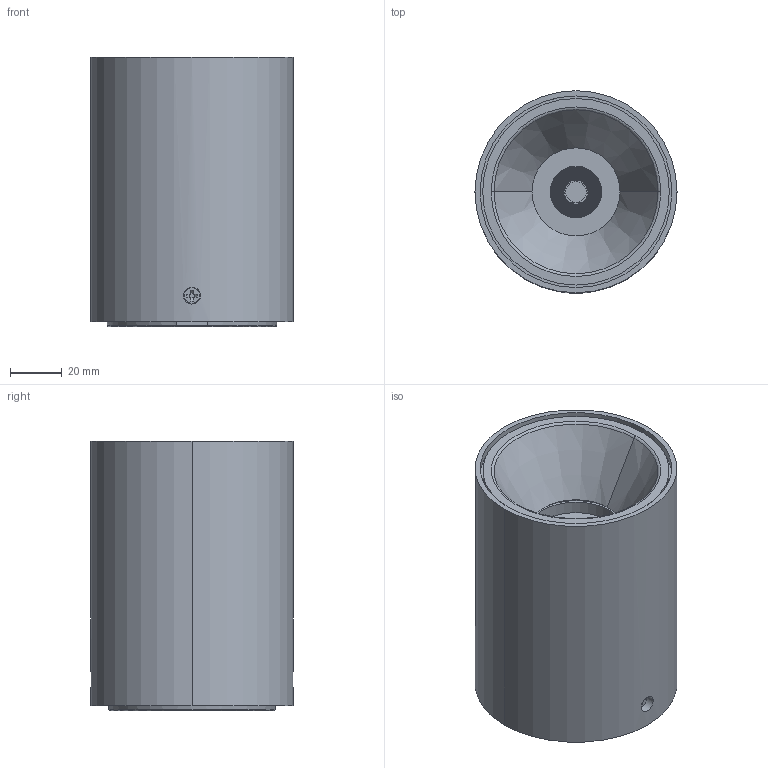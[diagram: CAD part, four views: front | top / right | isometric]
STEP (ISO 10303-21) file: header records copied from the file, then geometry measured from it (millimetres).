
FILE_DESCRIPTION((''),'2;1');
FILE_NAME('78-MZ_ASM','2020-05-27T15:10:10',('Administrator'),(''),'CREO PARAMETRIC BY PTC INC, 2019010','CREO PARAMETRIC BY PTC INC, 2019010','');
FILE_SCHEMA(('CONFIG_CONTROL_DESIGN','SHAPE_APPEARANCE_LAYERS_GROUPS'));
Length unit declared in the file: millimetre
Products named in the file (6): 78-MZ; DENGBEI; 78-GAI; M8X6; 39-RH; 78-MZ_ASM
Assembly tree (6 placements, depth 2):
  78-MZ_ASM
    78-MZ
    DENGBEI
    78-GAI
    M8X6  x2
    39-RH
Bounding box: 78 x 78 x 104 mm (x, y, z)
Volume: 325953.3 mm3; surface area: 79139.5 mm2
Topology: 6 solids, 6 shells, 5023 faces, 12940 edges, 8602 vertices
Faces by surface type: plane 4925, cylinder 76, cone 10, bspline 8, torus 4
Entity records: 151052 total; most frequent: CARTESIAN_POINT 27761, ORIENTED_EDGE 25670, DIRECTION 22914, EDGE_CURVE 12835, VECTOR 12620, LINE 12620, VERTEX_POINT 8534, EDGE_LOOP 5667
